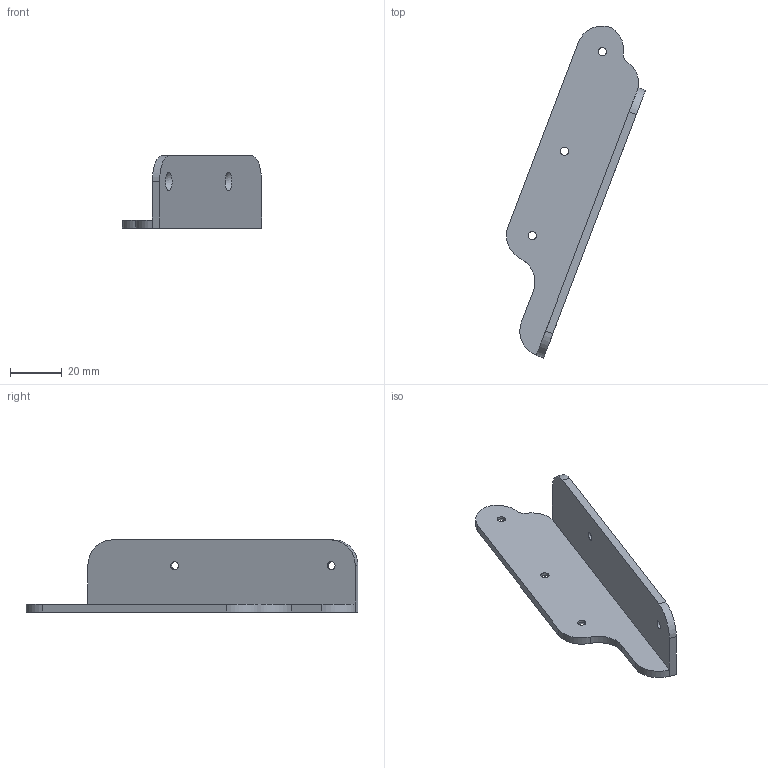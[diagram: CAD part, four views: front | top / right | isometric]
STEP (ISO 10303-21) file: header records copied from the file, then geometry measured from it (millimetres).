
FILE_DESCRIPTION(('STEP AP203'), '1');
FILE_NAME('Corner_front_side', '', ('UNSPECIFIED'), ('UNSPECIFIED'), 'C3D Converter', 'C3D Toolkit', '');
FILE_SCHEMA(('CONFIG_CONTROL_DESIGN'));
Length unit declared in the file: millimetre
Bounding box: 53.94 x 128.78 x 28 mm (x, y, z)
Volume: 17464.3 mm3; surface area: 12862.3 mm2
Topology: 1 solids, 1 shells, 28 faces, 72 edges, 46 vertices
Faces by surface type: cylinder 14, plane 9, cone 5
Full cylindrical faces by diameter (mm): 3.2 x5
Entity records: 1090 total; most frequent: DIRECTION 153, CARTESIAN_POINT 137, ORIENTED_EDGE 124, AXIS2_PLACEMENT_3D 62, EDGE_CURVE 62, EDGE_LOOP 48, VERTEX_POINT 46, CIRCLE 33
